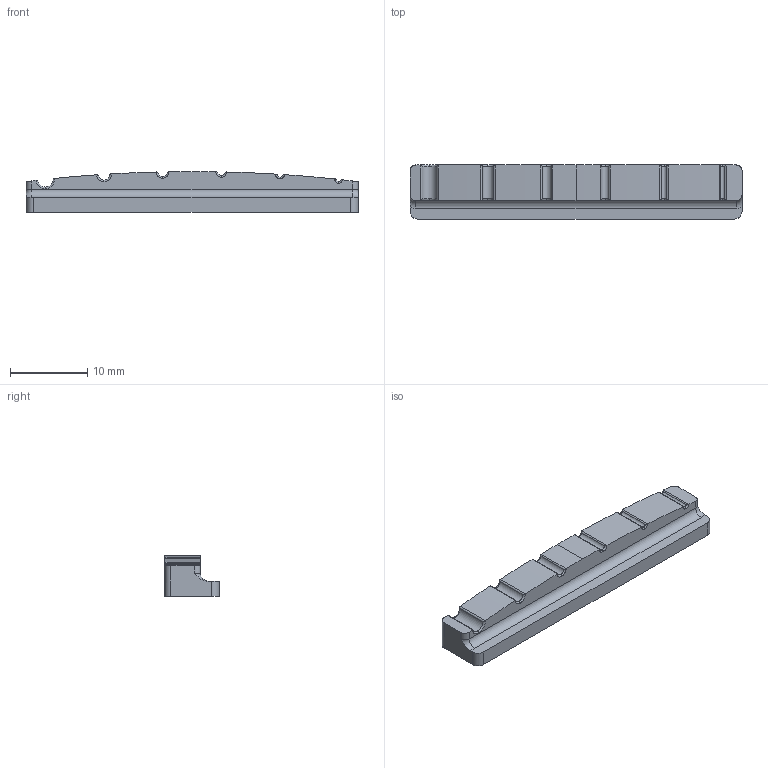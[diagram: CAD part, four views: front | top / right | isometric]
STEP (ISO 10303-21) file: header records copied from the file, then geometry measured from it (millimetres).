
FILE_DESCRIPTION(/* description */ ('STEP AP242','CAx-IF Rec.Pracs.---Representation and Presentation of Product Manufacturing Information (PMI)---4.0---2014-10-13','CAx-IF Rec.Pracs.---3D Tessellated Geometry---0.4---2014-09-14','2;1'),/* implementation_level */ '2;1');
FILE_NAME(/* name */ '67d438af550743052fea991c',/* time_stamp */ '2025-03-14T14:09:52Z',/* author */ (''),/* organization */ (''),/* preprocessor_version */ 'ST-DEVELOPER v20',/* originating_system */ 'ONSHAPE BY PTC INC, 1.195',/* authorisation */ ' ');
FILE_SCHEMA (('AP242_MANAGED_MODEL_BASED_3D_ENGINEERING_MIM_LF { 1 0 10303 442 1 1 4 }'));
Length unit declared in the file: metre
Products named in the file (1): Classical - 38mm
Bounding box: 43 x 7 x 5.3 mm (x, y, z)
Volume: 1151.3 mm3; surface area: 1054.1 mm2
Topology: 1 solids, 1 shells, 70 faces, 202 edges, 132 vertices
Faces by surface type: cylinder 33, torus 26, plane 7, cone 4
Entity records: 2392 total; most frequent: CARTESIAN_POINT 565, ORIENTED_EDGE 396, DIRECTION 378, EDGE_CURVE 198, AXIS2_PLACEMENT_3D 163, VERTEX_POINT 132, CIRCLE 92, EDGE_LOOP 72
